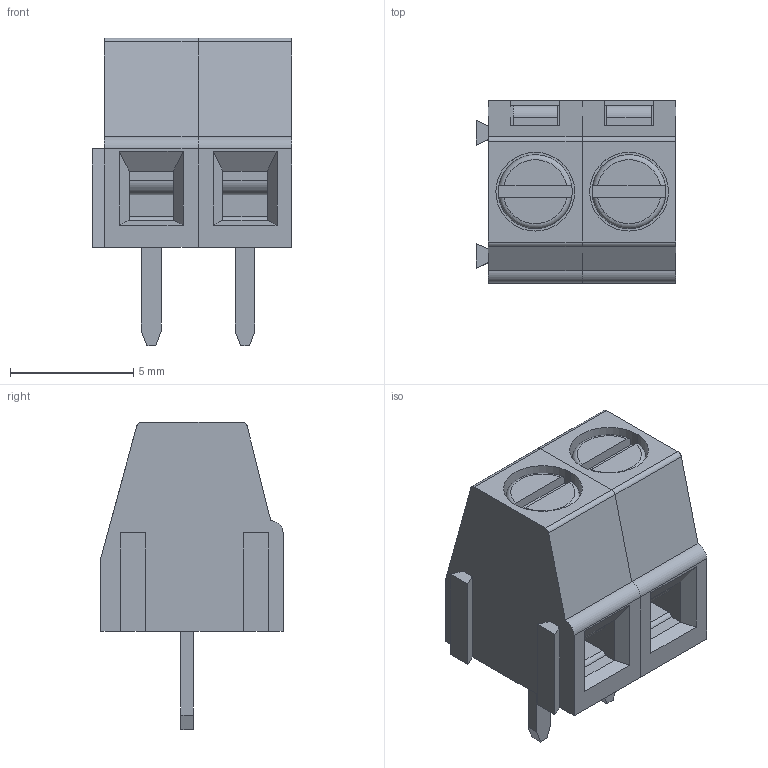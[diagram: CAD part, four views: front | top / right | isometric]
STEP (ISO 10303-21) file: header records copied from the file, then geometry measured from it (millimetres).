
FILE_DESCRIPTION (( 'STEP AP214' ), '1' );
FILE_NAME ('CONN-TH_2P_L7.4-W7.6-P3.81.step', '2022-08-08T02:32:24', ( '' ), ( '' ), 'SwSTEP 2.0', 'SolidWorks 2020', '' );
FILE_SCHEMA (( 'AUTOMOTIVE_DESIGN' ));
Length unit declared in the file: millimetre
Products named in the file (1): CONN-TH_2P_L7.4-W7.6-P3.81
Bounding box: 8.12 x 7.4 x 12.5 mm (x, y, z)
Volume: 381.4 mm3; surface area: 642.7 mm2
Topology: 17 solids, 17 shells, 497 faces, 1311 edges, 870 vertices
Faces by surface type: plane 347, bspline 126, cylinder 20, torus 4
Entity records: 22766 total; most frequent: CARTESIAN_POINT 5621, ORIENTED_EDGE 2622, DIRECTION 1843, EDGE_CURVE 1311, VECTOR 995, LINE 995, VERTEX_POINT 870, EDGE_LOOP 531
